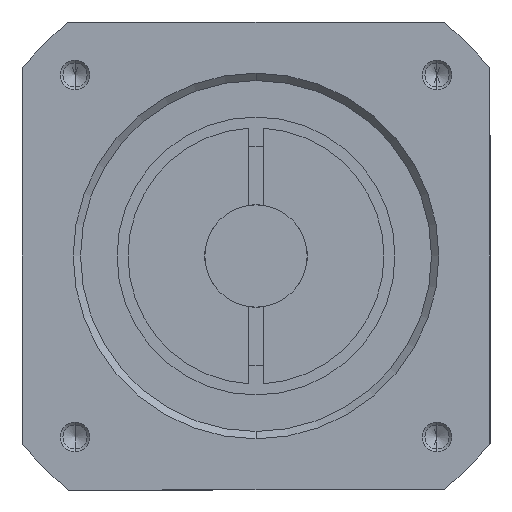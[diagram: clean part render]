
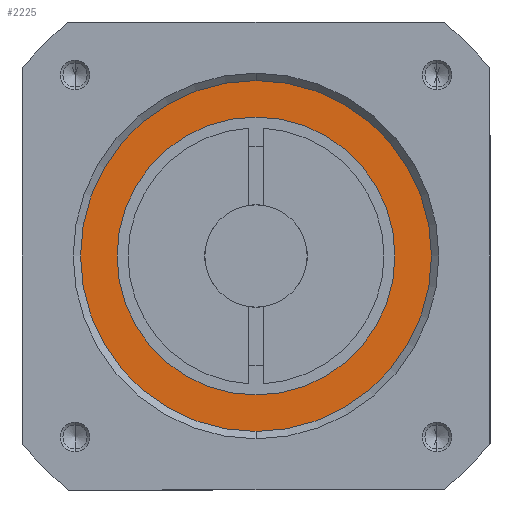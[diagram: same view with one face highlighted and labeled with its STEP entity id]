
A CAD part, front view. The second image highlights one B-rep face of the part: STEP entity #2225.
In plain terms, the highlighted planar face has unit normal (0, -1, 0).
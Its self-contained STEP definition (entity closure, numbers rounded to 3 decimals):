
#79 = CARTESIAN_POINT ( 'NONE',  ( 0., 23.1, 0. ) ) ;
#100 = CARTESIAN_POINT ( 'NONE',  ( 0., 23.1, 24. ) ) ;
#118 = AXIS2_PLACEMENT_3D ( 'NONE', #2748, #760, #3072 ) ;
#171 = CARTESIAN_POINT ( 'NONE',  ( 19., 23.1, 0. ) ) ;
#398 = DIRECTION ( 'NONE',  ( 0., 0., 1. ) ) ;
#641 = CARTESIAN_POINT ( 'NONE',  ( 0., 23.1, 0. ) ) ;
#655 = CARTESIAN_POINT ( 'NONE',  ( 0., 23.1, -19. ) ) ;
#738 = AXIS2_PLACEMENT_3D ( 'NONE', #171, #2823, #833 ) ;
#760 = DIRECTION ( 'NONE',  ( 0., 1., 0. ) ) ;
#816 = EDGE_CURVE ( 'NONE', #2474, #3519, #1538, .T. ) ;
#833 = DIRECTION ( 'NONE',  ( 0., 0., -1. ) ) ;
#904 = AXIS2_PLACEMENT_3D ( 'NONE', #641, #2962, #991 ) ;
#991 = DIRECTION ( 'NONE',  ( 0., 0., 1. ) ) ;
#1115 = VERTEX_POINT ( 'NONE', #100 ) ;
#1321 = ORIENTED_EDGE ( 'NONE', *, *, #1643, .T. ) ;
#1486 = VERTEX_POINT ( 'NONE', #2951 ) ;
#1538 = CIRCLE ( 'NONE', #3007, 19. ) ;
#1643 = EDGE_CURVE ( 'NONE', #3519, #2474, #2509, .T. ) ;
#1705 = DIRECTION ( 'NONE',  ( 0., 1., 0. ) ) ;
#1788 = EDGE_CURVE ( 'NONE', #1115, #1486, #2196, .T. ) ;
#1800 = EDGE_LOOP ( 'NONE', ( #1964, #4177 ) ) ;
#1964 = ORIENTED_EDGE ( 'NONE', *, *, #1788, .F. ) ;
#2032 = CIRCLE ( 'NONE', #118, 24. ) ;
#2144 = CARTESIAN_POINT ( 'NONE',  ( 0., 23.1, 19. ) ) ;
#2196 = CIRCLE ( 'NONE', #904, 24. ) ;
#2225 = ADVANCED_FACE ( 'NONE', ( #3166, #2285 ), #2809, .T. ) ;
#2285 = FACE_OUTER_BOUND ( 'NONE', #1800, .T. ) ;
#2396 = DIRECTION ( 'NONE',  ( 0., 1., 0. ) ) ;
#2474 = VERTEX_POINT ( 'NONE', #655 ) ;
#2509 = CIRCLE ( 'NONE', #3427, 19. ) ;
#2748 = CARTESIAN_POINT ( 'NONE',  ( 0., 23.1, 0. ) ) ;
#2761 = EDGE_CURVE ( 'NONE', #1486, #1115, #2032, .T. ) ;
#2809 = PLANE ( 'NONE',  #738 ) ;
#2823 = DIRECTION ( 'NONE',  ( 0., -1., 0. ) ) ;
#2951 = CARTESIAN_POINT ( 'NONE',  ( 0., 23.1, -24. ) ) ;
#2962 = DIRECTION ( 'NONE',  ( 0., 1., 0. ) ) ;
#3007 = AXIS2_PLACEMENT_3D ( 'NONE', #3680, #1705, #4005 ) ;
#3072 = DIRECTION ( 'NONE',  ( 0., 0., 1. ) ) ;
#3166 = FACE_BOUND ( 'NONE', #3238, .T. ) ;
#3238 = EDGE_LOOP ( 'NONE', ( #1321, #3526 ) ) ;
#3427 = AXIS2_PLACEMENT_3D ( 'NONE', #79, #2396, #398 ) ;
#3519 = VERTEX_POINT ( 'NONE', #2144 ) ;
#3526 = ORIENTED_EDGE ( 'NONE', *, *, #816, .T. ) ;
#3680 = CARTESIAN_POINT ( 'NONE',  ( 0., 23.1, 0. ) ) ;
#4005 = DIRECTION ( 'NONE',  ( 0., 0., 1. ) ) ;
#4177 = ORIENTED_EDGE ( 'NONE', *, *, #2761, .F. ) ;
